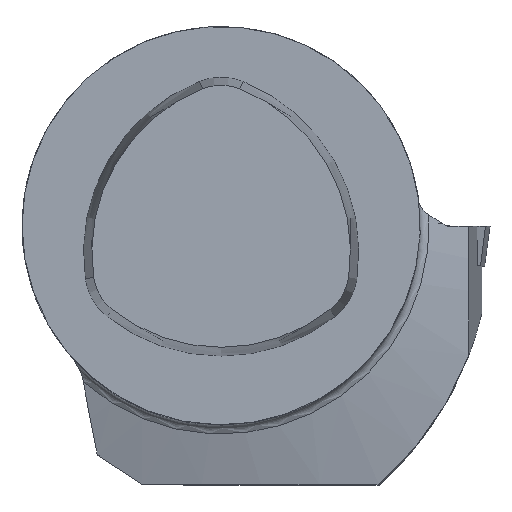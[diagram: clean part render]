
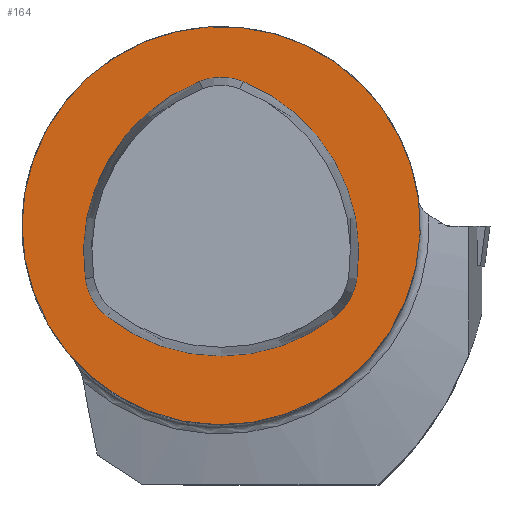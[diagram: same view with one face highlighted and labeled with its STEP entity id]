
A CAD part, top view. The second image highlights one B-rep face of the part: STEP entity #164.
In plain terms, the highlighted planar face has unit normal (0, 0, 1).
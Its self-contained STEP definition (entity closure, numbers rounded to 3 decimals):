
#107=FACE_BOUND('',#308,.T.);
#108=FACE_BOUND('',#309,.T.);
#119=CIRCLE('',#1065,20.);
#127=CIRCLE('',#1083,18.5);
#128=CIRCLE('',#1084,5.9);
#129=CIRCLE('',#1085,18.5);
#130=CIRCLE('',#1086,5.9);
#131=CIRCLE('',#1087,18.5);
#132=CIRCLE('',#1088,5.9);
#164=ADVANCED_FACE('',(#107,#108),#211,.T.);
#211=PLANE('',#1089);
#308=EDGE_LOOP('',(#471));
#309=EDGE_LOOP('',(#472,#473,#474,#475,#476,#477));
#471=ORIENTED_EDGE('',*,*,#762,.F.);
#472=ORIENTED_EDGE('',*,*,#784,.T.);
#473=ORIENTED_EDGE('',*,*,#785,.T.);
#474=ORIENTED_EDGE('',*,*,#786,.T.);
#475=ORIENTED_EDGE('',*,*,#787,.T.);
#476=ORIENTED_EDGE('',*,*,#788,.T.);
#477=ORIENTED_EDGE('',*,*,#789,.T.);
#666=VERTEX_POINT('',#1568);
#684=VERTEX_POINT('',#1628);
#685=VERTEX_POINT('',#1629);
#686=VERTEX_POINT('',#1631);
#687=VERTEX_POINT('',#1633);
#688=VERTEX_POINT('',#1635);
#689=VERTEX_POINT('',#1637);
#762=EDGE_CURVE('',#666,#666,#119,.T.);
#784=EDGE_CURVE('',#684,#685,#127,.T.);
#785=EDGE_CURVE('',#685,#686,#128,.T.);
#786=EDGE_CURVE('',#686,#687,#129,.T.);
#787=EDGE_CURVE('',#687,#688,#130,.T.);
#788=EDGE_CURVE('',#688,#689,#131,.T.);
#789=EDGE_CURVE('',#689,#684,#132,.T.);
#1065=AXIS2_PLACEMENT_3D('',#1567,#1222,#1223);
#1083=AXIS2_PLACEMENT_3D('',#1627,#1266,#1267);
#1084=AXIS2_PLACEMENT_3D('',#1630,#1268,#1269);
#1085=AXIS2_PLACEMENT_3D('',#1632,#1270,#1271);
#1086=AXIS2_PLACEMENT_3D('',#1634,#1272,#1273);
#1087=AXIS2_PLACEMENT_3D('',#1636,#1274,#1275);
#1088=AXIS2_PLACEMENT_3D('',#1638,#1276,#1277);
#1089=AXIS2_PLACEMENT_3D('',#1639,#1278,#1279);
#1222=DIRECTION('',(0.,0.,-1.));
#1223=DIRECTION('',(-1.,0.,0.));
#1266=DIRECTION('',(0.,0.,-1.));
#1267=DIRECTION('',(-1.,0.,0.));
#1268=DIRECTION('',(0.,0.,-1.));
#1269=DIRECTION('',(-1.,0.,0.));
#1270=DIRECTION('',(0.,0.,-1.));
#1271=DIRECTION('',(-1.,0.,0.));
#1272=DIRECTION('',(0.,0.,-1.));
#1273=DIRECTION('',(-1.,0.,0.));
#1274=DIRECTION('',(0.,0.,-1.));
#1275=DIRECTION('',(-1.,0.,0.));
#1276=DIRECTION('',(0.,0.,-1.));
#1277=DIRECTION('',(-1.,0.,0.));
#1278=DIRECTION('',(0.,0.,1.));
#1279=DIRECTION('',(1.,0.,0.));
#1567=CARTESIAN_POINT('',(0.,0.,0.));
#1568=CARTESIAN_POINT('',(-20.,0.,0.));
#1627=CARTESIAN_POINT('',(-4.677,-2.7,0.));
#1628=CARTESIAN_POINT('',(2.19,14.479,0.));
#1629=CARTESIAN_POINT('',(13.634,-5.343,0.));
#1630=CARTESIAN_POINT('',(7.794,-4.5,0.));
#1631=CARTESIAN_POINT('',(11.444,-9.136,0.));
#1632=CARTESIAN_POINT('',(0.,5.4,0.));
#1633=CARTESIAN_POINT('',(-11.444,-9.136,0.));
#1634=CARTESIAN_POINT('',(-7.794,-4.5,0.));
#1635=CARTESIAN_POINT('',(-13.634,-5.343,0.));
#1636=CARTESIAN_POINT('',(4.677,-2.7,0.));
#1637=CARTESIAN_POINT('',(-2.19,14.479,0.));
#1638=CARTESIAN_POINT('',(0.,9.,0.));
#1639=CARTESIAN_POINT('',(0.,0.,0.));
